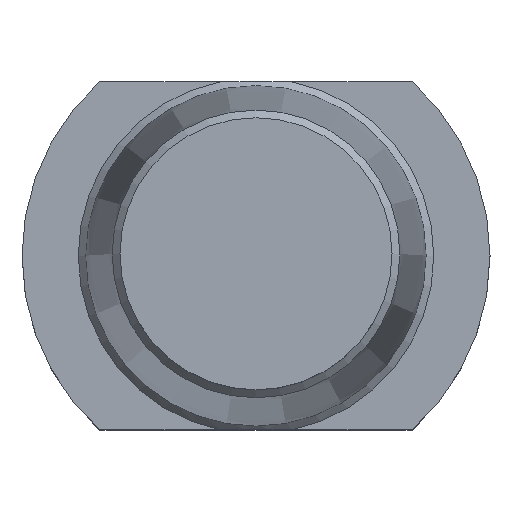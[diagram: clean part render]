
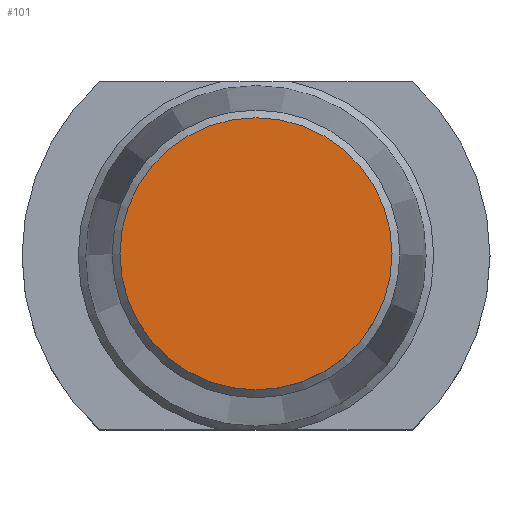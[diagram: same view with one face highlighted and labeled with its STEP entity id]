
A CAD part, top view. The second image highlights one B-rep face of the part: STEP entity #101.
In plain terms, the highlighted planar face has unit normal (0, 0, 1).
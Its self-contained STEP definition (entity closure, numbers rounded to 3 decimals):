
#101=ADVANCED_FACE('240[2]',(#287),#288,.T.);
#112=EDGE_CURVE('240[2]',#304,#304,#305,.T.);
#287=FACE_OUTER_BOUND('',#541,.T.);
#288=PLANE('',#542);
#304=VERTEX_POINT('',#563);
#305=CIRCLE('',#564,12.5);
#541=EDGE_LOOP('',(#977));
#542=AXIS2_PLACEMENT_3D('',#978,#979,#980);
#563=CARTESIAN_POINT('',(-12.5,0.,102.3));
#564=AXIS2_PLACEMENT_3D('',#999,#1000,#1001);
#977=ORIENTED_EDGE('',*,*,#112,.F.);
#978=CARTESIAN_POINT('',(-6.25,0.,102.3));
#979=DIRECTION('',(0.,0.,1.0));
#980=DIRECTION('',(1.0,0.,0.));
#999=CARTESIAN_POINT('',(0.,0.,102.3));
#1000=DIRECTION('',(0.,0.,-1.0));
#1001=DIRECTION('',(-1.0,0.,0.));
